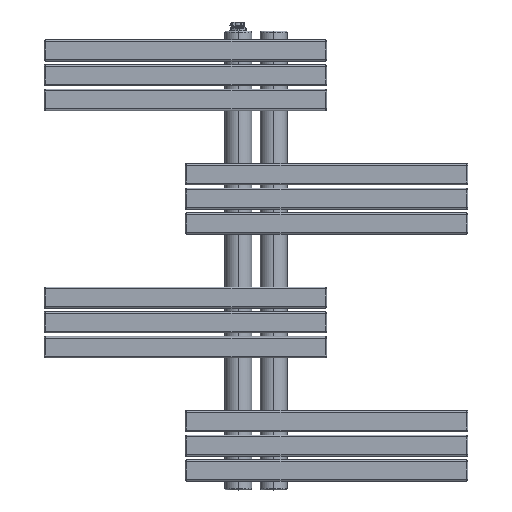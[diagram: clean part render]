
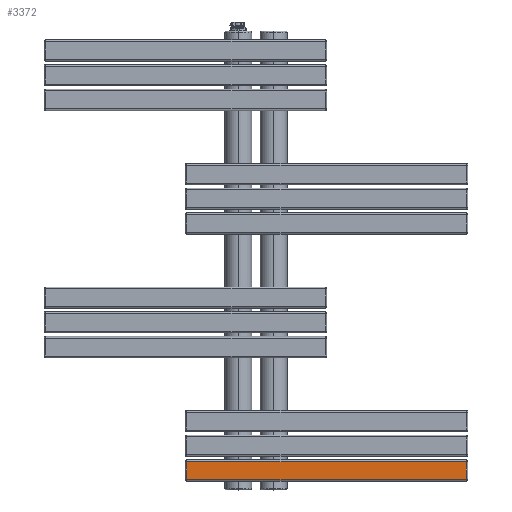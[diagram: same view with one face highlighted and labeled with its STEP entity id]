
A CAD part, top view. The second image highlights one B-rep face of the part: STEP entity #3372.
In plain terms, the highlighted planar face has unit normal (0, 0, 1).
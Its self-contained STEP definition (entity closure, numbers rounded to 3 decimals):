
#2834=DIRECTION('',(0.,1.,0.));
#2835=VECTOR('',#2834,25.5);
#2836=CARTESIAN_POINT('',(-73.,14.75,29.));
#2837=LINE('',#2836,#2835);
#2841=DIRECTION('',(1.,0.,0.));
#2842=VECTOR('',#2841,396.);
#2843=CARTESIAN_POINT('',(-73.,40.25,29.));
#2844=LINE('',#2843,#2842);
#2848=DIRECTION('',(0.,-1.,0.));
#2849=VECTOR('',#2848,25.5);
#2850=CARTESIAN_POINT('',(323.,40.25,29.));
#2851=LINE('',#2850,#2849);
#2879=DIRECTION('',(1.,0.,0.));
#2880=VECTOR('',#2879,396.);
#2881=CARTESIAN_POINT('',(-73.,14.75,29.));
#2882=LINE('',#2881,#2880);
#2949=CARTESIAN_POINT('',(-73.,14.75,29.));
#2950=CARTESIAN_POINT('',(-73.,40.25,29.));
#2951=VERTEX_POINT('',#2949);
#2952=VERTEX_POINT('',#2950);
#2981=CARTESIAN_POINT('',(323.,40.25,29.));
#2982=CARTESIAN_POINT('',(323.,14.75,29.));
#2983=VERTEX_POINT('',#2981);
#2984=VERTEX_POINT('',#2982);
#3358=CARTESIAN_POINT('',(-75.,40.25,29.));
#3359=DIRECTION('',(0.,0.,1.));
#3360=DIRECTION('',(0.,-1.,0.));
#3361=AXIS2_PLACEMENT_3D('',#3358,#3359,#3360);
#3362=PLANE('',#3361);
#3364=ORIENTED_EDGE('',*,*,#3363,.T.);
#3366=ORIENTED_EDGE('',*,*,#3365,.T.);
#3367=ORIENTED_EDGE('',*,*,#3350,.T.);
#3369=ORIENTED_EDGE('',*,*,#3368,.F.);
#3370=EDGE_LOOP('',(#3364,#3366,#3367,#3369));
#3371=FACE_OUTER_BOUND('',#3370,.F.);
#3350=EDGE_CURVE('',#2983,#2984,#2851,.T.);
#3363=EDGE_CURVE('',#2951,#2952,#2837,.T.);
#3365=EDGE_CURVE('',#2952,#2983,#2844,.T.);
#3368=EDGE_CURVE('',#2951,#2984,#2882,.T.);
#3372=ADVANCED_FACE('',(#3371),#3362,.T.);
